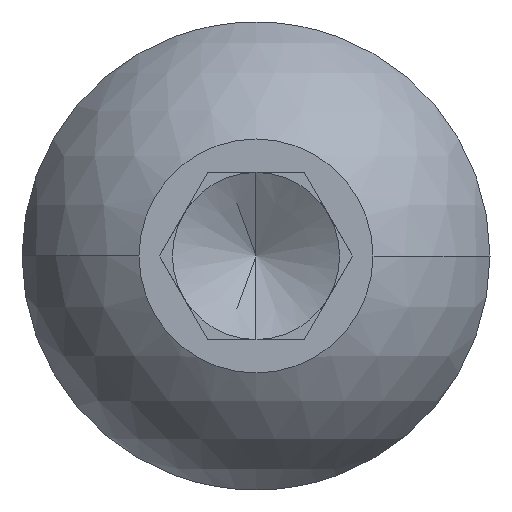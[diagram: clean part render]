
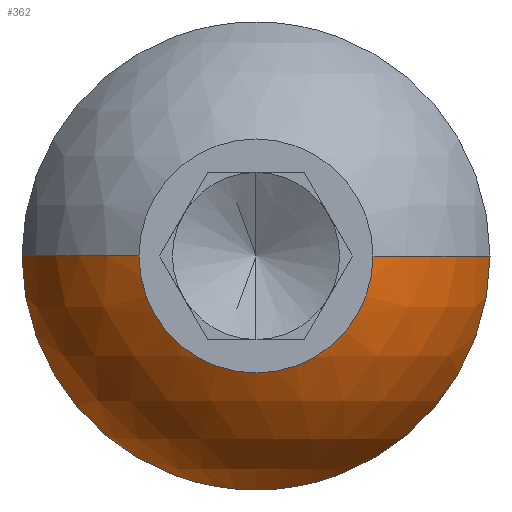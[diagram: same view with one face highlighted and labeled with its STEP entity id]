
A CAD part, left-side view. The second image highlights one B-rep face of the part: STEP entity #362.
In plain terms, the highlighted spherical face has radius 14.711 mm.
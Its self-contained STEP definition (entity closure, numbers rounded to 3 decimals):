
#5 = DIRECTION ( 'NONE',  ( 0., 1., 0. ) ) ;
#15 = CIRCLE ( 'NONE', #632, 14. ) ;
#21 = EDGE_CURVE ( 'NONE', #319, #386, #425, .T. ) ;
#35 = ORIENTED_EDGE ( 'NONE', *, *, #239, .T. ) ;
#36 = ORIENTED_EDGE ( 'NONE', *, *, #134, .T. ) ;
#86 = VERTEX_POINT ( 'NONE', #598 ) ;
#99 = FACE_OUTER_BOUND ( 'NONE', #516, .T. ) ;
#124 = AXIS2_PLACEMENT_3D ( 'NONE', #510, #216, #740 ) ;
#125 = EDGE_CURVE ( 'NONE', #386, #750, #403, .T. ) ;
#134 = EDGE_CURVE ( 'NONE', #268, #86, #15, .T. ) ;
#144 = ORIENTED_EDGE ( 'NONE', *, *, #21, .F. ) ;
#145 = CARTESIAN_POINT ( 'NONE',  ( 0., 7., 0. ) ) ;
#171 = ORIENTED_EDGE ( 'NONE', *, *, #351, .T. ) ;
#212 = DIRECTION ( 'NONE',  ( -1., 0., 0. ) ) ;
#216 = DIRECTION ( 'NONE',  ( 0., 0., -1. ) ) ;
#220 = SPHERICAL_SURFACE ( 'NONE', #124, 14.711 ) ;
#235 = CIRCLE ( 'NONE', #687, 14. ) ;
#239 = EDGE_CURVE ( 'NONE', #86, #750, #619, .T. ) ;
#251 = CARTESIAN_POINT ( 'NONE',  ( 8.42, 0., 0. ) ) ;
#265 = ORIENTED_EDGE ( 'NONE', *, *, #125, .F. ) ;
#268 = VERTEX_POINT ( 'NONE', #507 ) ;
#319 = VERTEX_POINT ( 'NONE', #338 ) ;
#338 = CARTESIAN_POINT ( 'NONE',  ( 8.42, 14., 0. ) ) ;
#351 = EDGE_CURVE ( 'NONE', #319, #268, #235, .T. ) ;
#358 = DIRECTION ( 'NONE',  ( 1., 0., 0. ) ) ;
#362 = ADVANCED_FACE ( 'NONE', ( #99 ), #220, .T. ) ;
#369 = DIRECTION ( 'NONE',  ( 0., 0., -1. ) ) ;
#385 = CARTESIAN_POINT ( 'NONE',  ( 12.939, 0., 0. ) ) ;
#386 = VERTEX_POINT ( 'NONE', #145 ) ;
#403 = CIRCLE ( 'NONE', #574, 7. ) ;
#425 = CIRCLE ( 'NONE', #772, 14.711 ) ;
#440 = DIRECTION ( 'NONE',  ( -1., 0., 0. ) ) ;
#482 = CARTESIAN_POINT ( 'NONE',  ( 12.939, 0., 0. ) ) ;
#507 = CARTESIAN_POINT ( 'NONE',  ( 8.42, 0., -14. ) ) ;
#510 = CARTESIAN_POINT ( 'NONE',  ( 12.939, 0., 0. ) ) ;
#516 = EDGE_LOOP ( 'NONE', ( #171, #36, #35, #265, #144 ) ) ;
#574 = AXIS2_PLACEMENT_3D ( 'NONE', #732, #212, #664 ) ;
#598 = CARTESIAN_POINT ( 'NONE',  ( 8.42, -14., 0. ) ) ;
#619 = CIRCLE ( 'NONE', #696, 14.711 ) ;
#632 = AXIS2_PLACEMENT_3D ( 'NONE', #251, #440, #728 ) ;
#634 = DIRECTION ( 'NONE',  ( -1., 0., 0. ) ) ;
#658 = DIRECTION ( 'NONE',  ( 0., 0., 1. ) ) ;
#664 = DIRECTION ( 'NONE',  ( 0., 0., 1. ) ) ;
#687 = AXIS2_PLACEMENT_3D ( 'NONE', #758, #634, #694 ) ;
#694 = DIRECTION ( 'NONE',  ( 0., 0., 1. ) ) ;
#696 = AXIS2_PLACEMENT_3D ( 'NONE', #385, #369, #5 ) ;
#728 = DIRECTION ( 'NONE',  ( 0., 0., 1. ) ) ;
#732 = CARTESIAN_POINT ( 'NONE',  ( 0., 0., 0. ) ) ;
#740 = DIRECTION ( 'NONE',  ( 0., 1., 0. ) ) ;
#750 = VERTEX_POINT ( 'NONE', #771 ) ;
#758 = CARTESIAN_POINT ( 'NONE',  ( 8.42, 0., 0. ) ) ;
#771 = CARTESIAN_POINT ( 'NONE',  ( 0., -7., 0. ) ) ;
#772 = AXIS2_PLACEMENT_3D ( 'NONE', #482, #658, #358 ) ;
